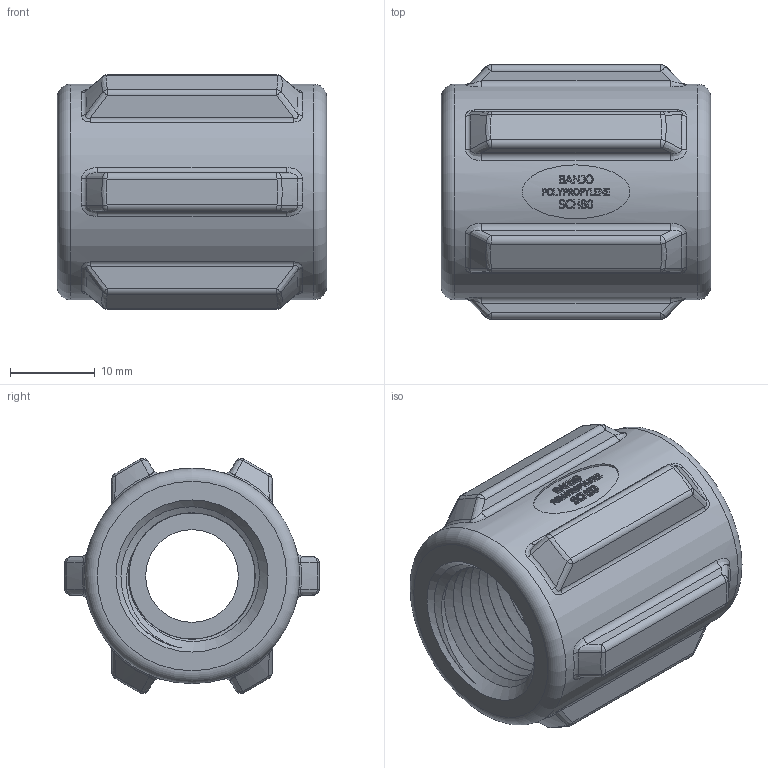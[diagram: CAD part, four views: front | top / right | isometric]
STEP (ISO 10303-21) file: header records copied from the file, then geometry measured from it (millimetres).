
FILE_DESCRIPTION(/* description */ ('3/8" PIPE COUPLING GRNG'),/* implementation_level */ '2;1');
FILE_NAME(/* name */ 'GCPLG038.stp',/* time_stamp */ '2018-01-29T07:41:55-05:00',/* author */ ('CKA'),/* organization */ (''),/* preprocessor_version */ 'ST-DEVELOPER v16.13',/* originating_system */ 'Autodesk Inventor 2018',/* authorisation */ '');
FILE_SCHEMA (('AUTOMOTIVE_DESIGN { 1 0 10303 214 3 1 1 }'));
Length unit declared in the file: inch
Products named in the file (2): GCPLG038; CPLG038U
Assembly tree (1 placements, depth 2):
  GCPLG038
    CPLG038U
Bounding box: 31.75 x 29.97 x 27.68 mm (x, y, z)
Volume: 11610.9 mm3; surface area: 6375.2 mm2
Topology: 1 solids, 1 shells, 522 faces, 1312 edges, 828 vertices
Faces by surface type: bspline 220, plane 183, cylinder 65, sphere 24, cone 16, torus 14
Full cylindrical faces by diameter (mm): 10.922 x1, 25.4 x1
Entity records: 23656 total; most frequent: CARTESIAN_POINT 12479, ORIENTED_EDGE 2574, DIRECTION 1800, EDGE_CURVE 1287, VERTEX_POINT 820, AXIS2_PLACEMENT_3D 639, EDGE_LOOP 573, LINE 522
